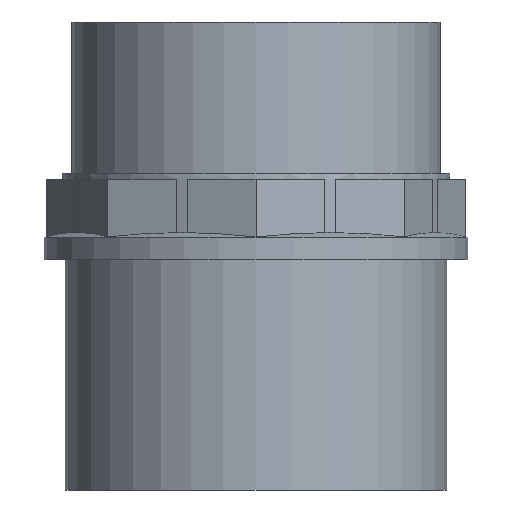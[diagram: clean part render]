
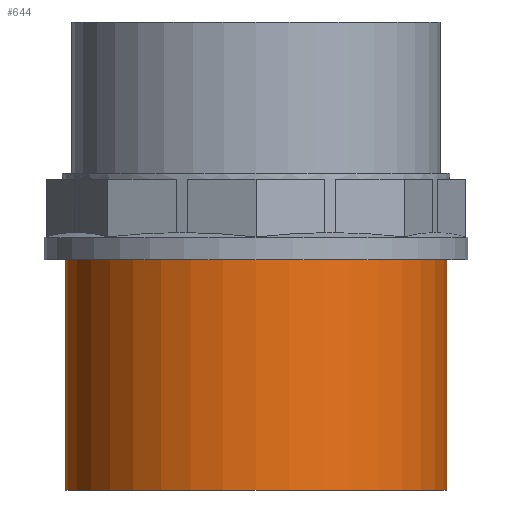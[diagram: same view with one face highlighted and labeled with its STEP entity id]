
A CAD part, front view. The second image highlights one B-rep face of the part: STEP entity #644.
In plain terms, the highlighted cylindrical face has radius 31.5 mm (diameter 63 mm), a full revolution.
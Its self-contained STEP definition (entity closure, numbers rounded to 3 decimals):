
#14=CYLINDRICAL_SURFACE($,#708,31.5);
#27=FACE_BOUND($,#141,.T.);
#62=CIRCLE($,#706,31.5);
#64=CIRCLE($,#709,31.5);
#100=FACE_OUTER_BOUND($,#140,.T.);
#140=EDGE_LOOP($,(#529));
#141=EDGE_LOOP($,(#530));
#313=VERTEX_POINT($,#1101);
#315=VERTEX_POINT($,#1106);
#400=EDGE_CURVE($,#313,#313,#62,.T.);
#402=EDGE_CURVE($,#315,#315,#64,.T.);
#529=ORIENTED_EDGE($,*,*,#402,.F.);
#530=ORIENTED_EDGE($,*,*,#400,.T.);
#644=ADVANCED_FACE($,(#100,#27),#14,.T.);
#706=AXIS2_PLACEMENT_3D($,#1102,#865,#866);
#708=AXIS2_PLACEMENT_3D($,#1105,#869,#870);
#709=AXIS2_PLACEMENT_3D($,#1107,#871,#872);
#865=DIRECTION('center_axis',(0.,0.,1.));
#866=DIRECTION('ref_axis',(0.,-1.,0.));
#869=DIRECTION('center_axis',(0.,0.,1.));
#870=DIRECTION('ref_axis',(0.,-1.,0.));
#871=DIRECTION('center_axis',(0.,0.,1.));
#872=DIRECTION('ref_axis',(0.,-1.,0.));
#1101=CARTESIAN_POINT('',(0.,-31.5,0.));
#1102=CARTESIAN_POINT('Origin',(0.,0.,0.));
#1105=CARTESIAN_POINT('Origin',(0.,0.,19.));
#1106=CARTESIAN_POINT('',(0.,-31.5,38.));
#1107=CARTESIAN_POINT('Origin',(0.,0.,38.));
